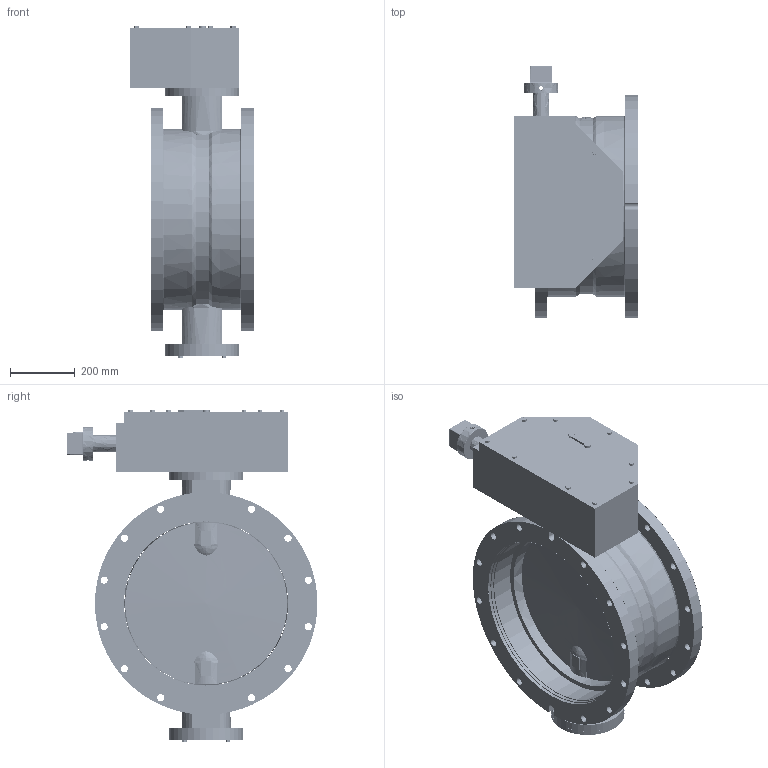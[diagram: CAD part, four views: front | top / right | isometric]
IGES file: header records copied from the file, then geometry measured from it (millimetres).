
Start section: SolidWorks IGES file using analytic representation for surfaces
Global section: file name: Class 250II MJ x MJ-20-Inch.igs; native system: SolidWorks 2014; preprocessor: SolidWorks 2014; author: PRINCE; date: 170427.004840; units: inch
Bounding box: 381 x 775.89 x 1027.11 mm (x, y, z)
Surface area: 4810306.4 mm2 (no closed solid volume)
Topology: 0 solids, 0 shells, 2815 faces, 24624 edges, 24592 vertices
Faces by surface type: revolution 2384, bspline 431
